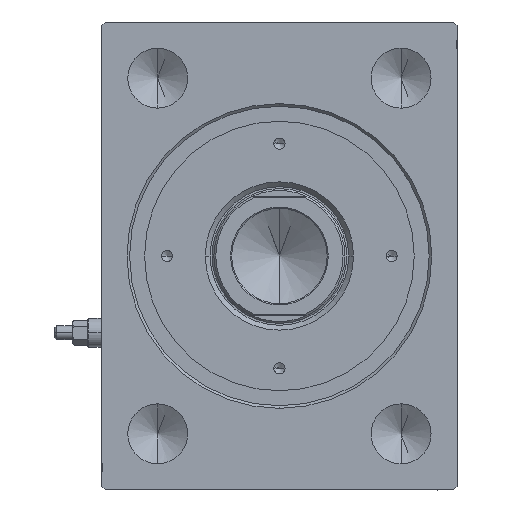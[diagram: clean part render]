
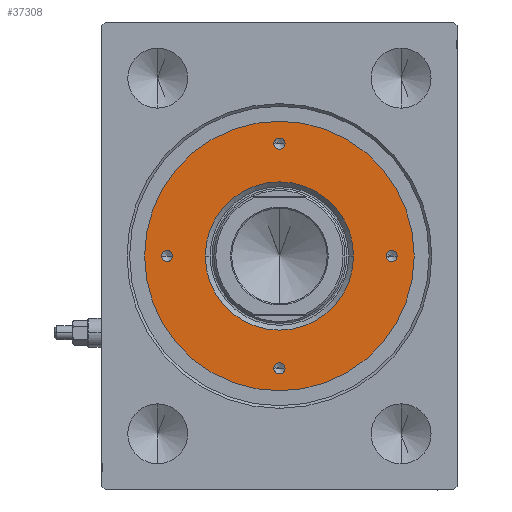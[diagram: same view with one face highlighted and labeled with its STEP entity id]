
A CAD part, left-side view. The second image highlights one B-rep face of the part: STEP entity #37308.
In plain terms, the highlighted face is planar.
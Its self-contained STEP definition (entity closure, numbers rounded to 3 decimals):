
#51 = CARTESIAN_POINT ( 'NONE',  ( 31.5, 0., 14. ) ) ;
#908 = ORIENTED_EDGE ( 'NONE', *, *, #3767, .F. ) ;
#1504 = EDGE_LOOP ( 'NONE', ( #40364, #2567 ) ) ;
#1555 = DIRECTION ( 'NONE',  ( 0., 0., 1. ) ) ;
#2325 = DIRECTION ( 'NONE',  ( 0., 0., 1. ) ) ;
#2567 = ORIENTED_EDGE ( 'NONE', *, *, #33038, .F. ) ;
#3767 = EDGE_CURVE ( 'NONE', #23344, #4641, #14722, .T. ) ;
#4264 = EDGE_LOOP ( 'NONE', ( #908, #39524 ) ) ;
#4641 = VERTEX_POINT ( 'NONE', #33520 ) ;
#4723 = DIRECTION ( 'NONE',  ( 1., 0., 0. ) ) ;
#4769 = CARTESIAN_POINT ( 'NONE',  ( 28.5, 0., 14. ) ) ;
#4889 = AXIS2_PLACEMENT_3D ( 'NONE', #40073, #30043, #23204 ) ;
#5109 = CIRCLE ( 'NONE', #6543, 1.5 ) ;
#5119 = CARTESIAN_POINT ( 'NONE',  ( 0., 0., 14. ) ) ;
#5150 = CIRCLE ( 'NONE', #27757, 19.8 ) ;
#5396 = DIRECTION ( 'NONE',  ( 0., 0., 1. ) ) ;
#5404 = EDGE_CURVE ( 'NONE', #12857, #24113, #6732, .T. ) ;
#6543 = AXIS2_PLACEMENT_3D ( 'NONE', #26143, #22707, #39814 ) ;
#6666 = DIRECTION ( 'NONE',  ( 1., 0., 0. ) ) ;
#6732 = CIRCLE ( 'NONE', #38761, 1.5 ) ;
#7030 = CARTESIAN_POINT ( 'NONE',  ( 0., 30., 14. ) ) ;
#7313 = VERTEX_POINT ( 'NONE', #19837 ) ;
#7684 = VERTEX_POINT ( 'NONE', #25947 ) ;
#8153 = DIRECTION ( 'NONE',  ( 0., 0., 1. ) ) ;
#8361 = ORIENTED_EDGE ( 'NONE', *, *, #30416, .T. ) ;
#8369 = DIRECTION ( 'NONE',  ( 1., 0., 0. ) ) ;
#8386 = CARTESIAN_POINT ( 'NONE',  ( 1.5, -30., 14. ) ) ;
#8435 = EDGE_LOOP ( 'NONE', ( #27662, #30837 ) ) ;
#8554 = VERTEX_POINT ( 'NONE', #24996 ) ;
#8625 = CARTESIAN_POINT ( 'NONE',  ( 0., -30., 14. ) ) ;
#10170 = CARTESIAN_POINT ( 'NONE',  ( -31.5, 0., 14. ) ) ;
#10556 = EDGE_LOOP ( 'NONE', ( #8361, #34556 ) ) ;
#10684 = AXIS2_PLACEMENT_3D ( 'NONE', #7030, #20929, #35056 ) ;
#11067 = AXIS2_PLACEMENT_3D ( 'NONE', #8625, #1555, #22064 ) ;
#11497 = AXIS2_PLACEMENT_3D ( 'NONE', #39372, #8153, #4723 ) ;
#12819 = CARTESIAN_POINT ( 'NONE',  ( -36., 0., 14. ) ) ;
#12857 = VERTEX_POINT ( 'NONE', #4769 ) ;
#12868 = FACE_BOUND ( 'NONE', #35375, .T. ) ;
#12922 = DIRECTION ( 'NONE',  ( 1., 0., 0. ) ) ;
#13968 = EDGE_CURVE ( 'NONE', #36179, #8554, #44819, .T. ) ;
#14340 = CIRCLE ( 'NONE', #10684, 1.5 ) ;
#14722 = CIRCLE ( 'NONE', #11067, 1.5 ) ;
#15652 = EDGE_CURVE ( 'NONE', #39642, #22664, #36159, .T. ) ;
#15709 = AXIS2_PLACEMENT_3D ( 'NONE', #36176, #19080, #32972 ) ;
#16070 = DIRECTION ( 'NONE',  ( 1., 0., 0. ) ) ;
#16240 = DIRECTION ( 'NONE',  ( 1., 0., 0. ) ) ;
#16399 = AXIS2_PLACEMENT_3D ( 'NONE', #31033, #2325, #16240 ) ;
#16532 = AXIS2_PLACEMENT_3D ( 'NONE', #26175, #29818, #27075 ) ;
#16586 = EDGE_CURVE ( 'NONE', #24113, #12857, #31842, .T. ) ;
#16681 = CARTESIAN_POINT ( 'NONE',  ( -28.5, 0., 14. ) ) ;
#17780 = EDGE_CURVE ( 'NONE', #4641, #23344, #44226, .T. ) ;
#18287 = DIRECTION ( 'NONE',  ( 0., 0., 1. ) ) ;
#19080 = DIRECTION ( 'NONE',  ( 0., 0., -1. ) ) ;
#19837 = CARTESIAN_POINT ( 'NONE',  ( 1.5, 30., 14. ) ) ;
#20929 = DIRECTION ( 'NONE',  ( 0., 0., 1. ) ) ;
#21603 = EDGE_CURVE ( 'NONE', #7313, #23255, #5109, .T. ) ;
#22036 = CARTESIAN_POINT ( 'NONE',  ( 0., 0., 14. ) ) ;
#22064 = DIRECTION ( 'NONE',  ( 1., 0., 0. ) ) ;
#22381 = EDGE_CURVE ( 'NONE', #8554, #36179, #5150, .T. ) ;
#22664 = VERTEX_POINT ( 'NONE', #10170 ) ;
#22668 = PLANE ( 'NONE',  #39666 ) ;
#22707 = DIRECTION ( 'NONE',  ( 0., 0., 1. ) ) ;
#23204 = DIRECTION ( 'NONE',  ( 1., 0., 0. ) ) ;
#23255 = VERTEX_POINT ( 'NONE', #36748 ) ;
#23344 = VERTEX_POINT ( 'NONE', #8386 ) ;
#23393 = CARTESIAN_POINT ( 'NONE',  ( -30., 0., 14. ) ) ;
#24024 = VERTEX_POINT ( 'NONE', #12819 ) ;
#24113 = VERTEX_POINT ( 'NONE', #51 ) ;
#24996 = CARTESIAN_POINT ( 'NONE',  ( -19.8, 0., 14. ) ) ;
#25947 = CARTESIAN_POINT ( 'NONE',  ( 36., 0., 14. ) ) ;
#26143 = CARTESIAN_POINT ( 'NONE',  ( 0., 30., 14. ) ) ;
#26175 = CARTESIAN_POINT ( 'NONE',  ( -30., 0., 14. ) ) ;
#26556 = FACE_BOUND ( 'NONE', #1504, .T. ) ;
#26790 = DIRECTION ( 'NONE',  ( 0., 0., 1. ) ) ;
#27054 = EDGE_LOOP ( 'NONE', ( #41559, #35223 ) ) ;
#27075 = DIRECTION ( 'NONE',  ( 1., 0., 0. ) ) ;
#27204 = CARTESIAN_POINT ( 'NONE',  ( 0., 0., 14. ) ) ;
#27322 = CIRCLE ( 'NONE', #16399, 36. ) ;
#27662 = ORIENTED_EDGE ( 'NONE', *, *, #13968, .T. ) ;
#27757 = AXIS2_PLACEMENT_3D ( 'NONE', #22036, #35713, #8369 ) ;
#28773 = CIRCLE ( 'NONE', #41141, 1.5 ) ;
#29149 = ORIENTED_EDGE ( 'NONE', *, *, #16586, .F. ) ;
#29517 = FACE_BOUND ( 'NONE', #8435, .T. ) ;
#29818 = DIRECTION ( 'NONE',  ( 0., 0., 1. ) ) ;
#30043 = DIRECTION ( 'NONE',  ( 0., 0., 1. ) ) ;
#30107 = AXIS2_PLACEMENT_3D ( 'NONE', #27204, #34035, #6666 ) ;
#30416 = EDGE_CURVE ( 'NONE', #24024, #7684, #43930, .T. ) ;
#30837 = ORIENTED_EDGE ( 'NONE', *, *, #22381, .T. ) ;
#31033 = CARTESIAN_POINT ( 'NONE',  ( 0., 0., 14. ) ) ;
#31842 = CIRCLE ( 'NONE', #4889, 1.5 ) ;
#32512 = ORIENTED_EDGE ( 'NONE', *, *, #5404, .F. ) ;
#32972 = DIRECTION ( 'NONE',  ( 1., 0., 0. ) ) ;
#33038 = EDGE_CURVE ( 'NONE', #22664, #39642, #28773, .T. ) ;
#33158 = FACE_OUTER_BOUND ( 'NONE', #10556, .T. ) ;
#33310 = EDGE_CURVE ( 'NONE', #7684, #24024, #27322, .T. ) ;
#33385 = FACE_BOUND ( 'NONE', #4264, .T. ) ;
#33520 = CARTESIAN_POINT ( 'NONE',  ( -1.5, -30., 14. ) ) ;
#34035 = DIRECTION ( 'NONE',  ( 0., 0., 1. ) ) ;
#34556 = ORIENTED_EDGE ( 'NONE', *, *, #33310, .T. ) ;
#35056 = DIRECTION ( 'NONE',  ( 1., 0., 0. ) ) ;
#35223 = ORIENTED_EDGE ( 'NONE', *, *, #41906, .F. ) ;
#35375 = EDGE_LOOP ( 'NONE', ( #29149, #32512 ) ) ;
#35713 = DIRECTION ( 'NONE',  ( 0., 0., -1. ) ) ;
#36159 = CIRCLE ( 'NONE', #16532, 1.5 ) ;
#36176 = CARTESIAN_POINT ( 'NONE',  ( 0., 0., 14. ) ) ;
#36179 = VERTEX_POINT ( 'NONE', #43460 ) ;
#36748 = CARTESIAN_POINT ( 'NONE',  ( -1.5, 30., 14. ) ) ;
#37308 = ADVANCED_FACE ( 'NONE', ( #26556, #40448, #12868, #33385, #29517, #33158 ), #22668, .T. ) ;
#38761 = AXIS2_PLACEMENT_3D ( 'NONE', #39249, #18287, #39026 ) ;
#39026 = DIRECTION ( 'NONE',  ( 1., 0., 0. ) ) ;
#39249 = CARTESIAN_POINT ( 'NONE',  ( 30., 0., 14. ) ) ;
#39372 = CARTESIAN_POINT ( 'NONE',  ( 0., -30., 14. ) ) ;
#39524 = ORIENTED_EDGE ( 'NONE', *, *, #17780, .F. ) ;
#39642 = VERTEX_POINT ( 'NONE', #16681 ) ;
#39666 = AXIS2_PLACEMENT_3D ( 'NONE', #5119, #26790, #16070 ) ;
#39814 = DIRECTION ( 'NONE',  ( 1., 0., 0. ) ) ;
#40073 = CARTESIAN_POINT ( 'NONE',  ( 30., 0., 14. ) ) ;
#40364 = ORIENTED_EDGE ( 'NONE', *, *, #15652, .F. ) ;
#40448 = FACE_BOUND ( 'NONE', #27054, .T. ) ;
#41141 = AXIS2_PLACEMENT_3D ( 'NONE', #23393, #5396, #12922 ) ;
#41559 = ORIENTED_EDGE ( 'NONE', *, *, #21603, .F. ) ;
#41906 = EDGE_CURVE ( 'NONE', #23255, #7313, #14340, .T. ) ;
#43460 = CARTESIAN_POINT ( 'NONE',  ( 19.8, 0., 14. ) ) ;
#43930 = CIRCLE ( 'NONE', #30107, 36. ) ;
#44226 = CIRCLE ( 'NONE', #11497, 1.5 ) ;
#44819 = CIRCLE ( 'NONE', #15709, 19.8 ) ;
